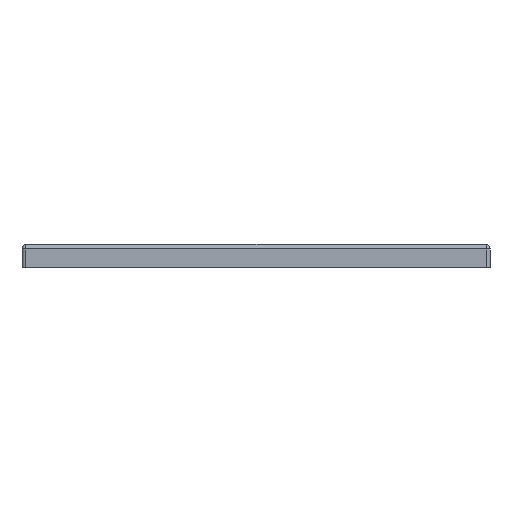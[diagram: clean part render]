
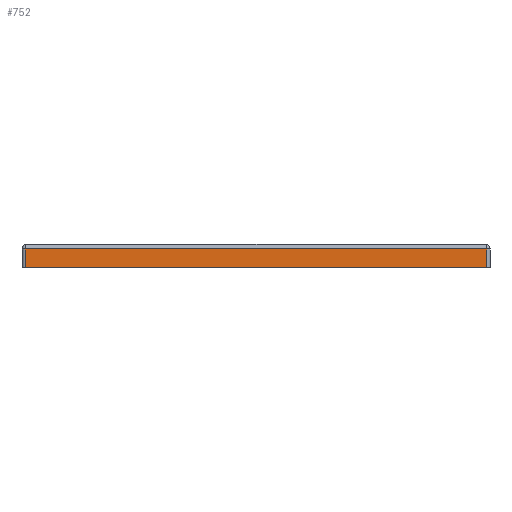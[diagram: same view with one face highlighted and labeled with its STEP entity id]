
A CAD part, left-side view. The second image highlights one B-rep face of the part: STEP entity #752.
In plain terms, the highlighted planar face has unit normal (-1, 0, 0).
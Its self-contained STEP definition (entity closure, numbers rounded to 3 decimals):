
#66 = VERTEX_POINT('',#67);
#67 = CARTESIAN_POINT('',(-187.806,108.682,0.));
#74 = EDGE_CURVE('',#66,#75,#77,.T.);
#75 = VERTEX_POINT('',#76);
#76 = CARTESIAN_POINT('',(-187.806,-187.318,0.));
#77 = LINE('',#78,#79);
#78 = CARTESIAN_POINT('',(-187.806,110.682,0.));
#79 = VECTOR('',#80,1.);
#80 = DIRECTION('',(0.,-1.,0.));
#710 = VERTEX_POINT('',#711);
#711 = CARTESIAN_POINT('',(-187.806,-187.318,12.));
#718 = EDGE_CURVE('',#75,#710,#719,.T.);
#719 = LINE('',#720,#721);
#720 = CARTESIAN_POINT('',(-187.806,-187.318,0.));
#721 = VECTOR('',#722,1.);
#722 = DIRECTION('',(0.,0.,1.));
#752 = ADVANCED_FACE('',(#753),#771,.F.);
#753 = FACE_BOUND('',#754,.F.);
#754 = EDGE_LOOP('',(#755,#763,#764,#765));
#755 = ORIENTED_EDGE('',*,*,#756,.T.);
#756 = EDGE_CURVE('',#757,#710,#759,.T.);
#757 = VERTEX_POINT('',#758);
#758 = CARTESIAN_POINT('',(-187.806,108.682,12.));
#759 = LINE('',#760,#761);
#760 = CARTESIAN_POINT('',(-187.806,110.682,12.));
#761 = VECTOR('',#762,1.);
#762 = DIRECTION('',(0.,-1.,0.));
#763 = ORIENTED_EDGE('',*,*,#718,.F.);
#764 = ORIENTED_EDGE('',*,*,#74,.F.);
#765 = ORIENTED_EDGE('',*,*,#766,.T.);
#766 = EDGE_CURVE('',#66,#757,#767,.T.);
#767 = LINE('',#768,#769);
#768 = CARTESIAN_POINT('',(-187.806,108.682,0.));
#769 = VECTOR('',#770,1.);
#770 = DIRECTION('',(0.,0.,1.));
#771 = PLANE('',#772);
#772 = AXIS2_PLACEMENT_3D('',#773,#774,#775);
#773 = CARTESIAN_POINT('',(-187.806,110.682,0.));
#774 = DIRECTION('',(1.,0.,0.));
#775 = DIRECTION('',(0.,-1.,0.));
